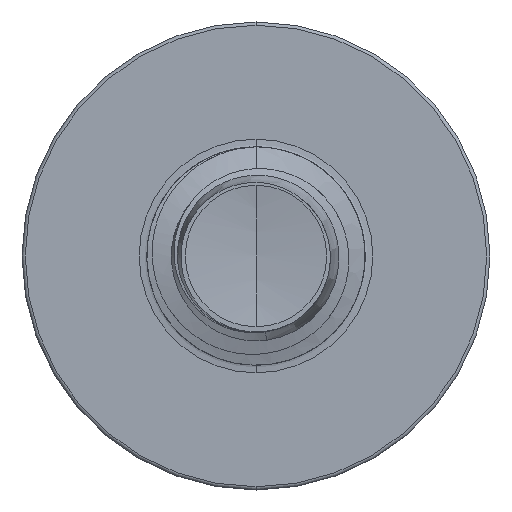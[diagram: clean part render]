
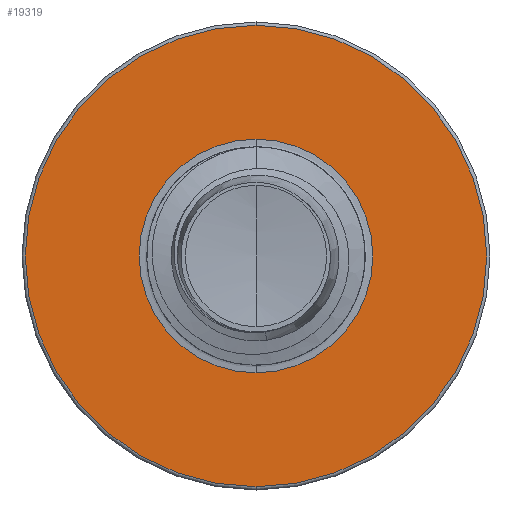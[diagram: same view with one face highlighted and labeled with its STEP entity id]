
A CAD part, front view. The second image highlights one B-rep face of the part: STEP entity #19319.
In plain terms, the highlighted planar face has unit normal (0, -1, 0).
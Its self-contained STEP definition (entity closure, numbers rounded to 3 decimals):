
#237 = EDGE_LOOP ( 'NONE', ( #18351, #4317 ) ) ;
#463 = VERTEX_POINT ( 'NONE', #20433 ) ;
#527 = EDGE_CURVE ( 'NONE', #4720, #624, #13837, .T. ) ;
#554 = EDGE_CURVE ( 'NONE', #463, #3999, #13818, .T. ) ;
#624 = VERTEX_POINT ( 'NONE', #5584 ) ;
#1930 = EDGE_CURVE ( 'NONE', #624, #4720, #10701, .T. ) ;
#2608 = ORIENTED_EDGE ( 'NONE', *, *, #554, .F. ) ;
#3322 = EDGE_CURVE ( 'NONE', #3999, #463, #7989, .T. ) ;
#3453 = AXIS2_PLACEMENT_3D ( 'NONE', #6355, #17931, #19269 ) ;
#3999 = VERTEX_POINT ( 'NONE', #11474 ) ;
#4292 = AXIS2_PLACEMENT_3D ( 'NONE', #13364, #13363, #13339 ) ;
#4317 = ORIENTED_EDGE ( 'NONE', *, *, #1930, .T. ) ;
#4720 = VERTEX_POINT ( 'NONE', #9193 ) ;
#5169 = DIRECTION ( 'NONE',  ( 0., 0., 1. ) ) ;
#5584 = CARTESIAN_POINT ( 'NONE',  ( 0., 8., -1.872 ) ) ;
#6355 = CARTESIAN_POINT ( 'NONE',  ( 0., 8., -1.872 ) ) ;
#7416 = AXIS2_PLACEMENT_3D ( 'NONE', #11998, #11990, #11976 ) ;
#7989 = CIRCLE ( 'NONE', #7416, 3.698 ) ;
#8329 = DIRECTION ( 'NONE',  ( 0., 1., 0. ) ) ;
#9088 = CARTESIAN_POINT ( 'NONE',  ( 0., 8., 0. ) ) ;
#9193 = CARTESIAN_POINT ( 'NONE',  ( 0., 8., 1.872 ) ) ;
#9216 = AXIS2_PLACEMENT_3D ( 'NONE', #9088, #8329, #5169 ) ;
#10701 = CIRCLE ( 'NONE', #9216, 1.872 ) ;
#11474 = CARTESIAN_POINT ( 'NONE',  ( 0., 8., 3.698 ) ) ;
#11976 = DIRECTION ( 'NONE',  ( 0., 0., 1. ) ) ;
#11990 = DIRECTION ( 'NONE',  ( 0., 1., 0. ) ) ;
#11998 = CARTESIAN_POINT ( 'NONE',  ( 0., 8., 0. ) ) ;
#13339 = DIRECTION ( 'NONE',  ( 0., 0., 1. ) ) ;
#13359 = EDGE_LOOP ( 'NONE', ( #18318, #2608 ) ) ;
#13363 = DIRECTION ( 'NONE',  ( 0., 1., 0. ) ) ;
#13364 = CARTESIAN_POINT ( 'NONE',  ( 0., 8., 0. ) ) ;
#13818 = CIRCLE ( 'NONE', #4292, 3.698 ) ;
#13837 = CIRCLE ( 'NONE', #20691, 1.872 ) ;
#15765 = FACE_OUTER_BOUND ( 'NONE', #13359, .T. ) ;
#17290 = CARTESIAN_POINT ( 'NONE',  ( 0., 8., 0. ) ) ;
#17931 = DIRECTION ( 'NONE',  ( 0., 1., 0. ) ) ;
#18082 = PLANE ( 'NONE',  #3453 ) ;
#18318 = ORIENTED_EDGE ( 'NONE', *, *, #3322, .F. ) ;
#18351 = ORIENTED_EDGE ( 'NONE', *, *, #527, .T. ) ;
#19269 = DIRECTION ( 'NONE',  ( 0., 0., 1. ) ) ;
#19319 = ADVANCED_FACE ( 'NONE', ( #15765, #19625 ), #18082, .F. ) ;
#19625 = FACE_BOUND ( 'NONE', #237, .T. ) ;
#19973 = DIRECTION ( 'NONE',  ( 0., 0., 1. ) ) ;
#20037 = DIRECTION ( 'NONE',  ( 0., 1., 0. ) ) ;
#20433 = CARTESIAN_POINT ( 'NONE',  ( 0., 8., -3.697 ) ) ;
#20691 = AXIS2_PLACEMENT_3D ( 'NONE', #17290, #20037, #19973 ) ;
